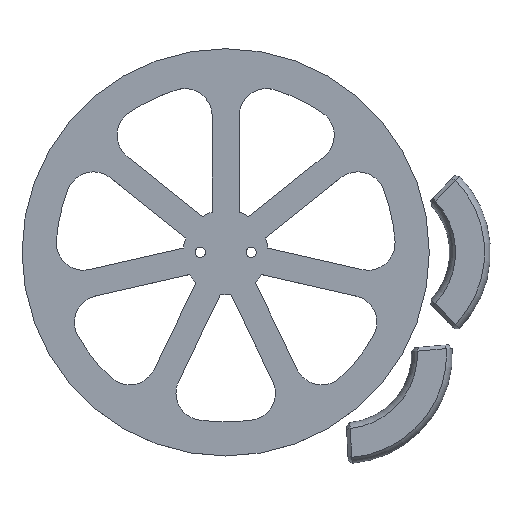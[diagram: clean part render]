
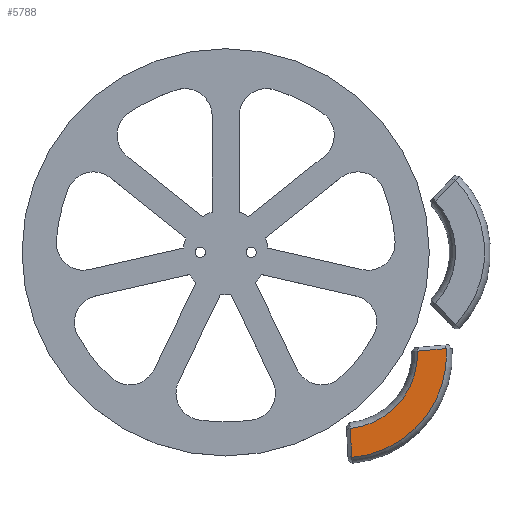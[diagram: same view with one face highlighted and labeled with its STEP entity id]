
A CAD part, top view. The second image highlights one B-rep face of the part: STEP entity #5788.
In plain terms, the highlighted planar face has unit normal (0, 0, 1).
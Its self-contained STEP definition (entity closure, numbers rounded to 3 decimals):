
#5 = B_SPLINE_CURVE_WITH_KNOTS ( 'NONE', 3,
 ( #5452, #1231, #40, #4593 ),
 .UNSPECIFIED., .F., .F.,
 ( 4, 4 ),
 ( 0., 1. ),
 .UNSPECIFIED. ) ;
#40 = CARTESIAN_POINT ( 'NONE',  ( 37.149, -60.435, 8.4 ) ) ;
#171 = CIRCLE ( 'NONE', #1207, 22. ) ;
#250 = VERTEX_POINT ( 'NONE', #4977 ) ;
#387 = ORIENTED_EDGE ( 'NONE', *, *, #617, .T. ) ;
#512 = DIRECTION ( 'NONE',  ( 0.996, 0.089, 0. ) ) ;
#601 = VECTOR ( 'NONE', #910, 1000. ) ;
#617 = EDGE_CURVE ( 'NONE', #1735, #2998, #5, .T. ) ;
#844 = CARTESIAN_POINT ( 'NONE',  ( 65.017, -28.376, 8.4 ) ) ;
#910 = DIRECTION ( 'NONE',  ( 0.051, -0.999, 0. ) ) ;
#927 = LINE ( 'NONE', #3799, #5681 ) ;
#1207 = AXIS2_PLACEMENT_3D ( 'NONE', #5473, #1319, #3102 ) ;
#1231 = CARTESIAN_POINT ( 'NONE',  ( 37.139, -60.424, 8.4 ) ) ;
#1319 = DIRECTION ( 'NONE',  ( 0., 0., -1. ) ) ;
#1346 = DIRECTION ( 'NONE',  ( 0., 0., -1. ) ) ;
#1608 = FACE_OUTER_BOUND ( 'NONE', #2303, .T. ) ;
#1735 = VERTEX_POINT ( 'NONE', #4753 ) ;
#1768 = CARTESIAN_POINT ( 'NONE',  ( 56.415, -28.042, 8.4 ) ) ;
#2221 = CARTESIAN_POINT ( 'NONE',  ( 65.029, -28.384, 8.4 ) ) ;
#2303 = EDGE_LOOP ( 'NONE', ( #2921, #5920, #3632, #5201, #3490, #387 ) ) ;
#2433 = AXIS2_PLACEMENT_3D ( 'NONE', #1768, #1346, #5856 ) ;
#2672 = CARTESIAN_POINT ( 'NONE',  ( 56.484, -29.118, 8.4 ) ) ;
#2722 = CARTESIAN_POINT ( 'NONE',  ( 37.158, -60.446, 8.4 ) ) ;
#2793 = CARTESIAN_POINT ( 'NONE',  ( 34.502, -29.992, 8.4 ) ) ;
#2921 = ORIENTED_EDGE ( 'NONE', *, *, #5432, .F. ) ;
#2998 = VERTEX_POINT ( 'NONE', #2722 ) ;
#3034 = LINE ( 'NONE', #5492, #601 ) ;
#3102 = DIRECTION ( 'NONE',  ( 0.996, 0.089, 0. ) ) ;
#3343 = DIRECTION ( 'NONE',  ( -0.996, -0.089, 0. ) ) ;
#3368 = B_SPLINE_CURVE_WITH_KNOTS ( 'NONE', 3,
 ( #2221, #844, #4446, #4971 ),
 .UNSPECIFIED., .F., .F.,
 ( 4, 4 ),
 ( 0., 1. ),
 .UNSPECIFIED. ) ;
#3490 = ORIENTED_EDGE ( 'NONE', *, *, #5489, .T. ) ;
#3626 = CARTESIAN_POINT ( 'NONE',  ( 64.992, -28.361, 8.4 ) ) ;
#3632 = ORIENTED_EDGE ( 'NONE', *, *, #3757, .T. ) ;
#3757 = EDGE_CURVE ( 'NONE', #4937, #5377, #927, .T. ) ;
#3766 = VERTEX_POINT ( 'NONE', #4217 ) ;
#3799 = CARTESIAN_POINT ( 'NONE',  ( 56.511, -29.115, 8.4 ) ) ;
#4115 = DIRECTION ( 'NONE',  ( 0., 0., -1. ) ) ;
#4217 = CARTESIAN_POINT ( 'NONE',  ( 65.029, -28.384, 8.4 ) ) ;
#4446 = CARTESIAN_POINT ( 'NONE',  ( 65.005, -28.368, 8.4 ) ) ;
#4465 = PLANE ( 'NONE',  #2433 ) ;
#4496 = EDGE_CURVE ( 'NONE', #3766, #4937, #3368, .T. ) ;
#4593 = CARTESIAN_POINT ( 'NONE',  ( 37.158, -60.446, 8.4 ) ) ;
#4753 = CARTESIAN_POINT ( 'NONE',  ( 37.13, -60.413, 8.4 ) ) ;
#4937 = VERTEX_POINT ( 'NONE', #3626 ) ;
#4971 = CARTESIAN_POINT ( 'NONE',  ( 64.992, -28.361, 8.4 ) ) ;
#4977 = CARTESIAN_POINT ( 'NONE',  ( 36.696, -51.882, 8.4 ) ) ;
#5046 = CIRCLE ( 'NONE', #5136, 30.57 ) ;
#5136 = AXIS2_PLACEMENT_3D ( 'NONE', #2793, #4115, #512 ) ;
#5201 = ORIENTED_EDGE ( 'NONE', *, *, #5389, .T. ) ;
#5377 = VERTEX_POINT ( 'NONE', #2672 ) ;
#5389 = EDGE_CURVE ( 'NONE', #5377, #250, #171, .T. ) ;
#5432 = EDGE_CURVE ( 'NONE', #3766, #2998, #5046, .T. ) ;
#5452 = CARTESIAN_POINT ( 'NONE',  ( 37.13, -60.413, 8.4 ) ) ;
#5473 = CARTESIAN_POINT ( 'NONE',  ( 34.502, -29.992, 8.4 ) ) ;
#5489 = EDGE_CURVE ( 'NONE', #250, #1735, #3034, .T. ) ;
#5492 = CARTESIAN_POINT ( 'NONE',  ( 35.536, -29.105, 8.4 ) ) ;
#5681 = VECTOR ( 'NONE', #3343, 1000. ) ;
#5788 = ADVANCED_FACE ( 'NONE', ( #1608 ), #4465, .F. ) ;
#5856 = DIRECTION ( 'NONE',  ( -0.755, 0.656, 0. ) ) ;
#5920 = ORIENTED_EDGE ( 'NONE', *, *, #4496, .T. ) ;
